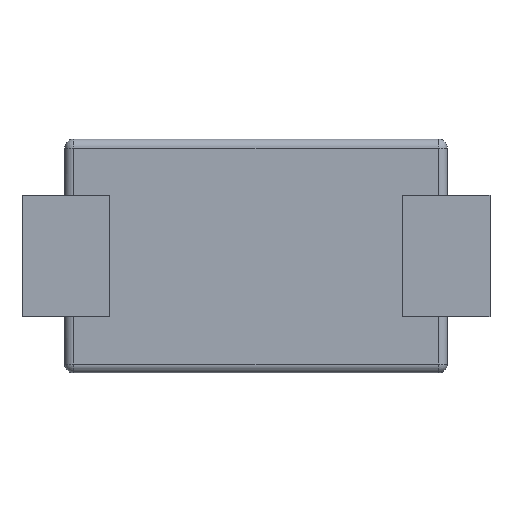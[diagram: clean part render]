
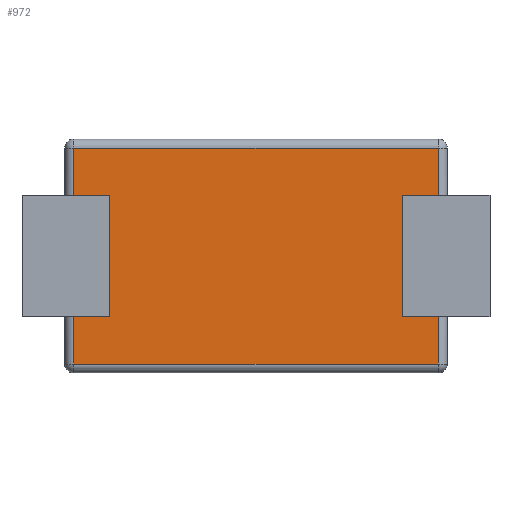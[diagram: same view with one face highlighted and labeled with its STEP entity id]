
A CAD part, front view. The second image highlights one B-rep face of the part: STEP entity #972.
In plain terms, the highlighted planar face has unit normal (0, -1, 0).
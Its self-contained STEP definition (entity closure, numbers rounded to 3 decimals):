
#17 = ORIENTED_EDGE ( 'NONE', *, *, #1027, .F. ) ;
#18 = LINE ( 'NONE', #52, #653 ) ;
#20 = CARTESIAN_POINT ( 'NONE',  ( 2.025, 0.1, -0.675 ) ) ;
#52 = CARTESIAN_POINT ( 'NONE',  ( 2.025, 0.1, -0.675 ) ) ;
#57 = CARTESIAN_POINT ( 'NONE',  ( 2.025, 0.1, 0.675 ) ) ;
#62 = CARTESIAN_POINT ( 'NONE',  ( 2.025, 0.1, 1.313 ) ) ;
#77 = LINE ( 'NONE', #1201, #1663 ) ;
#84 = CARTESIAN_POINT ( 'NONE',  ( 2.025, 0.1, 1.313 ) ) ;
#110 = DIRECTION ( 'NONE',  ( 0., 0., -1. ) ) ;
#128 = EDGE_CURVE ( 'NONE', #1655, #982, #1133, .T. ) ;
#137 = LINE ( 'NONE', #194, #1121 ) ;
#147 = VERTEX_POINT ( 'NONE', #663 ) ;
#194 = CARTESIAN_POINT ( 'NONE',  ( -1.625, 0.1, 1.313 ) ) ;
#238 = ORIENTED_EDGE ( 'NONE', *, *, #460, .T. ) ;
#244 = CARTESIAN_POINT ( 'NONE',  ( -2.025, 0.1, 1.313 ) ) ;
#296 = EDGE_LOOP ( 'NONE', ( #649, #1112, #238, #1473, #1607, #401, #715, #17, #562, #1643, #1144, #304 ) ) ;
#304 = ORIENTED_EDGE ( 'NONE', *, *, #880, .F. ) ;
#312 = CARTESIAN_POINT ( 'NONE',  ( -2.025, 0.1, 1.313 ) ) ;
#368 = VERTEX_POINT ( 'NONE', #891 ) ;
#377 = VERTEX_POINT ( 'NONE', #1514 ) ;
#382 = VECTOR ( 'NONE', #1605, 1000. ) ;
#385 = VECTOR ( 'NONE', #868, 1000. ) ;
#392 = DIRECTION ( 'NONE',  ( 0., 0., -1. ) ) ;
#400 = VECTOR ( 'NONE', #392, 1000. ) ;
#401 = ORIENTED_EDGE ( 'NONE', *, *, #1125, .F. ) ;
#420 = VERTEX_POINT ( 'NONE', #1339 ) ;
#422 = LINE ( 'NONE', #1609, #615 ) ;
#457 = CARTESIAN_POINT ( 'NONE',  ( -2.025, 0.1, 1.2 ) ) ;
#460 = EDGE_CURVE ( 'NONE', #368, #1248, #1599, .T. ) ;
#506 = FACE_OUTER_BOUND ( 'NONE', #296, .T. ) ;
#562 = ORIENTED_EDGE ( 'NONE', *, *, #930, .T. ) ;
#590 = VECTOR ( 'NONE', #1345, 1000. ) ;
#612 = CARTESIAN_POINT ( 'NONE',  ( 2.025, 0.1, 1.2 ) ) ;
#615 = VECTOR ( 'NONE', #1482, 1000. ) ;
#649 = ORIENTED_EDGE ( 'NONE', *, *, #1303, .F. ) ;
#653 = VECTOR ( 'NONE', #1061, 1000. ) ;
#657 = CARTESIAN_POINT ( 'NONE',  ( 2.025, 0.1, 1.313 ) ) ;
#663 = CARTESIAN_POINT ( 'NONE',  ( 1.625, 0.1, 0.675 ) ) ;
#689 = VERTEX_POINT ( 'NONE', #1516 ) ;
#700 = PLANE ( 'NONE',  #932 ) ;
#715 = ORIENTED_EDGE ( 'NONE', *, *, #987, .F. ) ;
#717 = LINE ( 'NONE', #84, #385 ) ;
#739 = LINE ( 'NONE', #57, #382 ) ;
#758 = VERTEX_POINT ( 'NONE', #20 ) ;
#787 = LINE ( 'NONE', #657, #1101 ) ;
#805 = EDGE_CURVE ( 'NONE', #758, #1248, #787, .T. ) ;
#838 = DIRECTION ( 'NONE',  ( 0., 0., 1. ) ) ;
#868 = DIRECTION ( 'NONE',  ( 0., 0., -1. ) ) ;
#880 = EDGE_CURVE ( 'NONE', #377, #1486, #137, .T. ) ;
#891 = CARTESIAN_POINT ( 'NONE',  ( -2.025, 0.1, -1.2 ) ) ;
#895 = CARTESIAN_POINT ( 'NONE',  ( 1.625, 0.1, 1.313 ) ) ;
#899 = EDGE_CURVE ( 'NONE', #923, #758, #422, .T. ) ;
#907 = VECTOR ( 'NONE', #1348, 1000. ) ;
#923 = VERTEX_POINT ( 'NONE', #1103 ) ;
#930 = EDGE_CURVE ( 'NONE', #1039, #1655, #1154, .T. ) ;
#932 = AXIS2_PLACEMENT_3D ( 'NONE', #62, #1216, #1487 ) ;
#967 = CARTESIAN_POINT ( 'NONE',  ( -1.625, 0.1, 0.675 ) ) ;
#972 = ADVANCED_FACE ( 'NONE', ( #506 ), #700, .F. ) ;
#982 = VERTEX_POINT ( 'NONE', #988 ) ;
#987 = EDGE_CURVE ( 'NONE', #689, #147, #77, .T. ) ;
#988 = CARTESIAN_POINT ( 'NONE',  ( -2.025, 0.1, 0.675 ) ) ;
#1027 = EDGE_CURVE ( 'NONE', #1039, #689, #717, .T. ) ;
#1035 = CARTESIAN_POINT ( 'NONE',  ( 2.025, 0.1, -1.2 ) ) ;
#1039 = VERTEX_POINT ( 'NONE', #612 ) ;
#1059 = VECTOR ( 'NONE', #110, 1000. ) ;
#1061 = DIRECTION ( 'NONE',  ( 1., 0., 0. ) ) ;
#1082 = CARTESIAN_POINT ( 'NONE',  ( 2.025, 0.1, -1.2 ) ) ;
#1101 = VECTOR ( 'NONE', #1283, 1000. ) ;
#1103 = CARTESIAN_POINT ( 'NONE',  ( 1.625, 0.1, -0.675 ) ) ;
#1112 = ORIENTED_EDGE ( 'NONE', *, *, #1155, .T. ) ;
#1121 = VECTOR ( 'NONE', #838, 1000. ) ;
#1125 = EDGE_CURVE ( 'NONE', #147, #923, #1618, .T. ) ;
#1133 = LINE ( 'NONE', #312, #400 ) ;
#1144 = ORIENTED_EDGE ( 'NONE', *, *, #1522, .F. ) ;
#1154 = LINE ( 'NONE', #1616, #590 ) ;
#1155 = EDGE_CURVE ( 'NONE', #420, #368, #1395, .T. ) ;
#1201 = CARTESIAN_POINT ( 'NONE',  ( 2.025, 0.1, 0.675 ) ) ;
#1216 = DIRECTION ( 'NONE',  ( 0., 1., 0. ) ) ;
#1232 = DIRECTION ( 'NONE',  ( -1., 0., 0. ) ) ;
#1248 = VERTEX_POINT ( 'NONE', #1035 ) ;
#1277 = VECTOR ( 'NONE', #1519, 1000. ) ;
#1283 = DIRECTION ( 'NONE',  ( 0., 0., -1. ) ) ;
#1303 = EDGE_CURVE ( 'NONE', #420, #377, #18, .T. ) ;
#1339 = CARTESIAN_POINT ( 'NONE',  ( -2.025, 0.1, -0.675 ) ) ;
#1345 = DIRECTION ( 'NONE',  ( -1., 0., 0. ) ) ;
#1348 = DIRECTION ( 'NONE',  ( 1., 0., 0. ) ) ;
#1395 = LINE ( 'NONE', #244, #1059 ) ;
#1473 = ORIENTED_EDGE ( 'NONE', *, *, #805, .F. ) ;
#1482 = DIRECTION ( 'NONE',  ( 1., 0., 0. ) ) ;
#1486 = VERTEX_POINT ( 'NONE', #967 ) ;
#1487 = DIRECTION ( 'NONE',  ( 0., 0., 1. ) ) ;
#1514 = CARTESIAN_POINT ( 'NONE',  ( -1.625, 0.1, -0.675 ) ) ;
#1516 = CARTESIAN_POINT ( 'NONE',  ( 2.025, 0.1, 0.675 ) ) ;
#1519 = DIRECTION ( 'NONE',  ( 0., 0., -1. ) ) ;
#1522 = EDGE_CURVE ( 'NONE', #1486, #982, #739, .T. ) ;
#1599 = LINE ( 'NONE', #1082, #907 ) ;
#1605 = DIRECTION ( 'NONE',  ( -1., 0., 0. ) ) ;
#1607 = ORIENTED_EDGE ( 'NONE', *, *, #899, .F. ) ;
#1609 = CARTESIAN_POINT ( 'NONE',  ( 2.025, 0.1, -0.675 ) ) ;
#1616 = CARTESIAN_POINT ( 'NONE',  ( -2.025, 0.1, 1.2 ) ) ;
#1618 = LINE ( 'NONE', #895, #1277 ) ;
#1643 = ORIENTED_EDGE ( 'NONE', *, *, #128, .T. ) ;
#1655 = VERTEX_POINT ( 'NONE', #457 ) ;
#1663 = VECTOR ( 'NONE', #1232, 1000. ) ;
